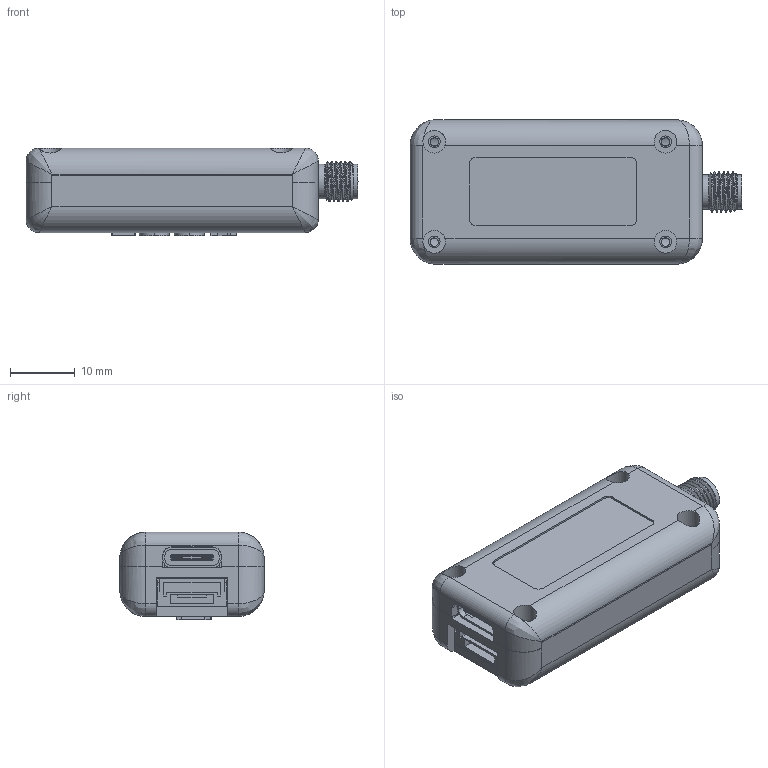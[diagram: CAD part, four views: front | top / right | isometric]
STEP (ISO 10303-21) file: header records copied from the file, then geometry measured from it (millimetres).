
FILE_DESCRIPTION( ( '' ), ' ' );
FILE_NAME( '5defa7507e29b91591e81fc1.step', '2019-12-10T14:10:27', ( '' ), ( '' ), ' ', ' ', ' ' );
FILE_SCHEMA( ( 'AUTOMOTIVE_DESIGN { 1 0 10303 214 1 1 1 1 }' ) );
Length unit declared in the file: metre
Products named in the file (301): Assembly 4 <1>; INDC1005X55N_2; QFP50P1200X1200X120-64N; CAPC1608X100N_3; PinsArrayLR; RESC1005X40N_2; CAPC1608X100N; PinsArrayTB; CAPC1005X55N_11; CAPC1608X100N_2; RESC1005X40N_7; RESC1005X40N_4; CAPC1005X55N_8; XZxx68x-2_RGB127485_3; INDC1005X55N; INDC1005X55N_1; XZxx68x-2_RGB127485_6; RESC1005X40N_3; XZxx68x-2_RGB127485_2; CAPC1005X55N_7; XZxx68x-2_RGB127485; CAPC3216X94N; Open CASCADE STEP translator 6.8 4.3.1.1; CAPC1005X55N_21; CAPC1005X55N_10; RESC1005X40N_13; RESC1005X40N_6; OSCCC320X500X160-4N; XTAL_TXC_8Y; CAPC1608X100N_4; RESC1005X40N_8; CAPC1005X55N_17; CAPC1005X55N_5; CAPC1005X55N_15; RESC1005X40N_11; CAPC1005X55N_22; 732511150; CAPC1005X55N_14; RESC1005X40N_12; INDC2012X110N ...
Assembly tree (300 placements, depth 3):
  Assem1
    Part 1
    Part 1
    Assembly 4 <1>
      INDC1005X55N_2
      QFP50P1200X1200X120-64N
      CAPC1608X100N_3
      PinsArrayLR
      RESC1005X40N_2
      CAPC1608X100N
      QFP50P1200X1200X120-64N
      QFP50P1200X1200X120-64N
      QFP50P1200X1200X120-64N
      PinsArrayTB
      CAPC1005X55N_11
      QFP50P1200X1200X120-64N
      QFP50P1200X1200X120-64N
      PinsArrayLR
      CAPC1608X100N_2
      PinsArrayTB
      RESC1005X40N_7
      PinsArrayLR
      RESC1005X40N_4
      CAPC1005X55N_8
      XZxx68x-2_RGB127485_3
      INDC1005X55N
      PinsArrayTB
      INDC1005X55N_1
      XZxx68x-2_RGB127485_6
      QFP50P1200X1200X120-64N
      QFP50P1200X1200X120-64N
      RESC1005X40N_3
      QFP50P1200X1200X120-64N
      XZxx68x-2_RGB127485_2
      CAPC1005X55N_7
      QFP50P1200X1200X120-64N
      XZxx68x-2_RGB127485
      CAPC3216X94N
      PinsArrayLR
      Open CASCADE STEP translator 6.8 4.3.1.1
      QFP50P1200X1200X120-64N
      RESC1005X40N_4
      QFP50P1200X1200X120-64N
      CAPC1005X55N_21
      CAPC1005X55N_10
      PinsArrayTB
      RESC1005X40N_4
      RESC1005X40N_13
      PinsArrayLR
      CAPC1005X55N_10
      RESC1005X40N_6
      PinsArrayLR
      QFP50P1200X1200X120-64N
      OSCCC320X500X160-4N
      XTAL_TXC_8Y
      CAPC1608X100N_4
      QFP50P1200X1200X120-64N
      RESC1005X40N_8
      CAPC1005X55N_17
      CAPC1005X55N_11
Bounding box: 51.1 x 22.2 x 13.49 mm (x, y, z)
Volume: 7955.2 mm3; surface area: 12045.2 mm2
Topology: 299 solids, 301 shells, 5559 faces, 13805 edges, 8712 vertices
Faces by surface type: plane 3474, cylinder 1734, sphere 276, extrusion 32, cone 15, bspline 14, torus 14
Full cylindrical faces by diameter (mm): 0.375 x1, 0.5 x2, 0.762 x1, 0.8 x7, 1.27 x1, 1.3 x4, 1.8 x4, 2.2 x4, 3.5 x4, 3.912 x1, 4.644 x1, 5.359 x2
Entity records: 234604 total; most frequent: CARTESIAN_POINT 34876, DIRECTION 28031, ORIENTED_EDGE 26896, EDGE_CURVE 13448, STYLED_ITEM 9534, PRESENTATION_STYLE_ASSIGNMENT 9534, COLOUR_RGB 9534, VECTOR 9485
